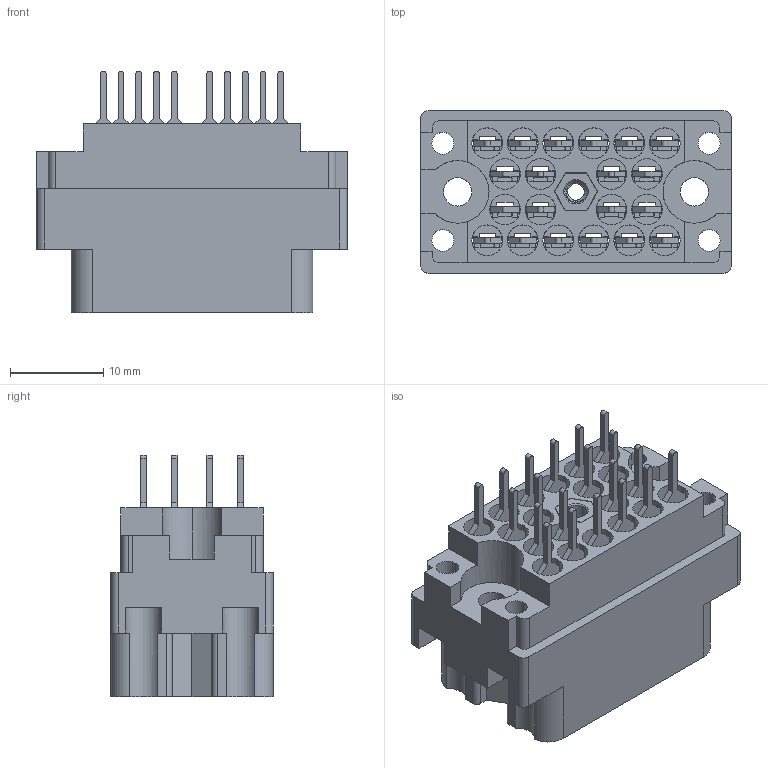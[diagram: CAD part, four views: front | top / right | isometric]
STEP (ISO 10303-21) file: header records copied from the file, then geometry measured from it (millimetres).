
FILE_DESCRIPTION (( 'STEP AP203' ), '1' );
FILE_NAME ('516-020-520-306.STEP', '2020-03-09T15:42:23', ( '' ), ( '' ), 'SwSTEP 2.0', 'SolidWorks 2016', '' );
FILE_SCHEMA (( 'CONFIG_CONTROL_DESIGN' ));
Length unit declared in the file: inch
Products named in the file (4): 516 Plug Insulator_020; 516-292-001_520 Contact; 516-020-520-306; 516-252-025-100_516-252-025-100
Assembly tree (22 placements, depth 2):
  516-020-520-306
    516 Plug Insulator_020
    516-292-001_520 Contact  x20
    516-252-025-100_516-252-025-100
Bounding box: 33.32 x 17.42 x 25.91 mm (x, y, z)
Volume: 5140.2 mm3; surface area: 10532.4 mm2
Topology: 22 solids, 22 shells, 2106 faces, 6100 edges, 4049 vertices
Faces by surface type: plane 1282, cylinder 690, bspline 123, cone 11
Entity records: 28231 total; most frequent: CARTESIAN_POINT 7339, ORIENTED_EDGE 4296, DIRECTION 4081, EDGE_CURVE 2148, VECTOR 1543, LINE 1543, VERTEX_POINT 1427, AXIS2_PLACEMENT_3D 1269
